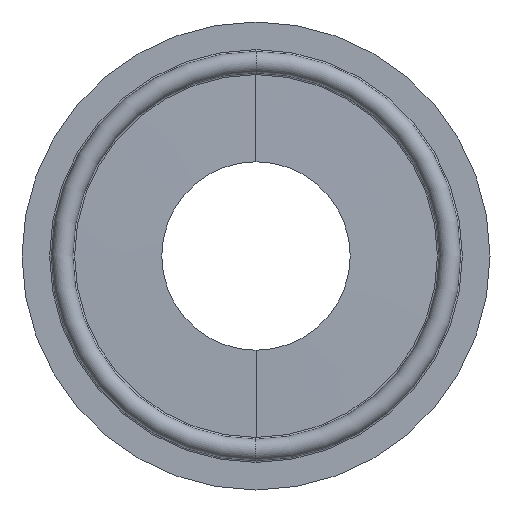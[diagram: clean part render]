
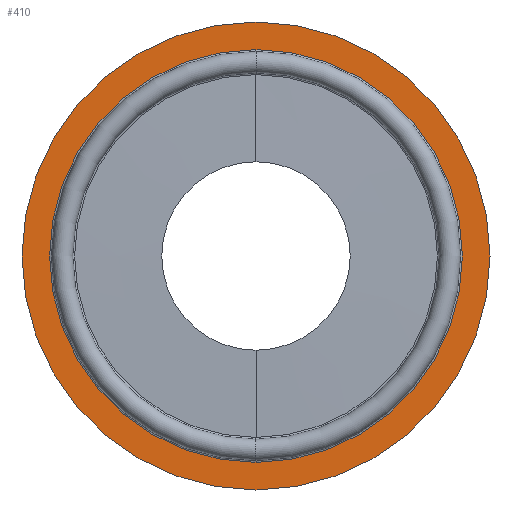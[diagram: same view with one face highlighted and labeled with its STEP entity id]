
A CAD part, left-side view. The second image highlights one B-rep face of the part: STEP entity #410.
In plain terms, the highlighted planar face has unit normal (-1, 0, 0).
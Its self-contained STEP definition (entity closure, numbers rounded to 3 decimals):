
#22 = EDGE_CURVE ( 'NONE', #652, #748, #30, .T. ) ;
#30 = CIRCLE ( 'NONE', #558, 23.15 ) ;
#87 = EDGE_CURVE ( 'NONE', #220, #704, #658, .T. ) ;
#97 = DIRECTION ( 'NONE',  ( 0., 0., 1. ) ) ;
#183 = CARTESIAN_POINT ( 'NONE',  ( -0.9, 0., 26.25 ) ) ;
#197 = AXIS2_PLACEMENT_3D ( 'NONE', #862, #804, #234 ) ;
#211 = CIRCLE ( 'NONE', #565, 26.25 ) ;
#218 = DIRECTION ( 'NONE',  ( 1., 0., 0. ) ) ;
#220 = VERTEX_POINT ( 'NONE', #183 ) ;
#234 = DIRECTION ( 'NONE',  ( 0., 0., -1. ) ) ;
#242 = ORIENTED_EDGE ( 'NONE', *, *, #319, .T. ) ;
#243 = DIRECTION ( 'NONE',  ( -1., 0., 0. ) ) ;
#270 = ORIENTED_EDGE ( 'NONE', *, *, #87, .T. ) ;
#273 = CARTESIAN_POINT ( 'NONE',  ( -0.9, 0., 23.15 ) ) ;
#319 = EDGE_CURVE ( 'NONE', #748, #652, #545, .T. ) ;
#354 = CARTESIAN_POINT ( 'NONE',  ( -0.9, 0., -23.15 ) ) ;
#357 = CARTESIAN_POINT ( 'NONE',  ( -0.9, 0., 0. ) ) ;
#368 = FACE_OUTER_BOUND ( 'NONE', #473, .T. ) ;
#381 = AXIS2_PLACEMENT_3D ( 'NONE', #666, #243, #876 ) ;
#410 = ADVANCED_FACE ( 'NONE', ( #644, #368 ), #716, .F. ) ;
#419 = DIRECTION ( 'NONE',  ( 0., 0., -1. ) ) ;
#423 = DIRECTION ( 'NONE',  ( 0., 0., -1. ) ) ;
#439 = DIRECTION ( 'NONE',  ( -1., 0., 0. ) ) ;
#473 = EDGE_LOOP ( 'NONE', ( #270, #823 ) ) ;
#482 = CARTESIAN_POINT ( 'NONE',  ( -0.9, 0., 0. ) ) ;
#505 = EDGE_CURVE ( 'NONE', #704, #220, #211, .T. ) ;
#545 = CIRCLE ( 'NONE', #663, 23.15 ) ;
#558 = AXIS2_PLACEMENT_3D ( 'NONE', #482, #218, #423 ) ;
#565 = AXIS2_PLACEMENT_3D ( 'NONE', #729, #439, #97 ) ;
#586 = ORIENTED_EDGE ( 'NONE', *, *, #22, .T. ) ;
#624 = DIRECTION ( 'NONE',  ( 1., 0., 0. ) ) ;
#644 = FACE_BOUND ( 'NONE', #668, .T. ) ;
#652 = VERTEX_POINT ( 'NONE', #354 ) ;
#658 = CIRCLE ( 'NONE', #381, 26.25 ) ;
#663 = AXIS2_PLACEMENT_3D ( 'NONE', #357, #624, #419 ) ;
#666 = CARTESIAN_POINT ( 'NONE',  ( -0.9, 0., 0. ) ) ;
#668 = EDGE_LOOP ( 'NONE', ( #586, #242 ) ) ;
#688 = CARTESIAN_POINT ( 'NONE',  ( -0.9, 0., -26.25 ) ) ;
#704 = VERTEX_POINT ( 'NONE', #688 ) ;
#716 = PLANE ( 'NONE',  #197 ) ;
#729 = CARTESIAN_POINT ( 'NONE',  ( -0.9, 0., 0. ) ) ;
#748 = VERTEX_POINT ( 'NONE', #273 ) ;
#804 = DIRECTION ( 'NONE',  ( 1., 0., 0. ) ) ;
#823 = ORIENTED_EDGE ( 'NONE', *, *, #505, .T. ) ;
#862 = CARTESIAN_POINT ( 'NONE',  ( -0.9, 22.95, 0. ) ) ;
#876 = DIRECTION ( 'NONE',  ( 0., 0., 1. ) ) ;
